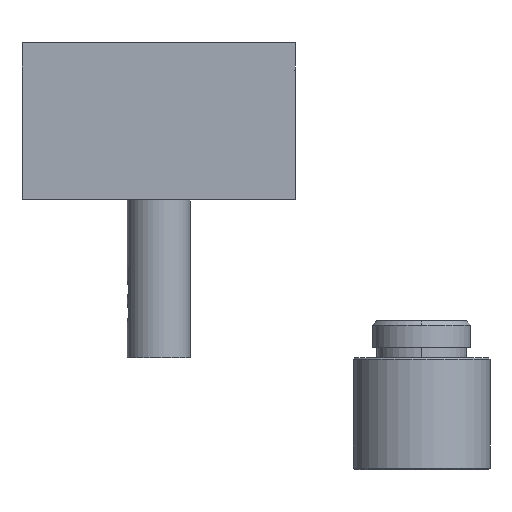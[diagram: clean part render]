
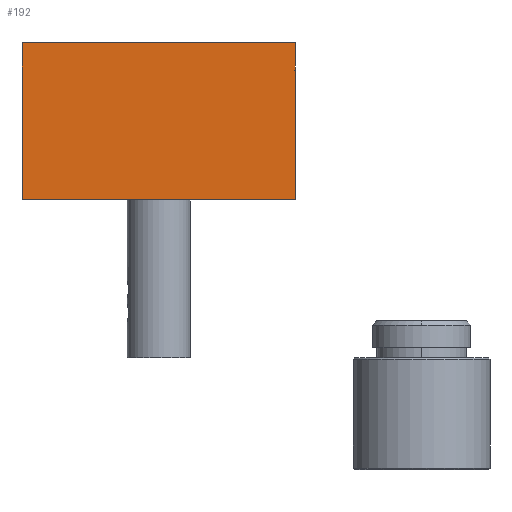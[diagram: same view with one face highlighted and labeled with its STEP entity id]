
A CAD part, front view. The second image highlights one B-rep face of the part: STEP entity #192.
In plain terms, the highlighted planar face has unit normal (0, -1, 0).
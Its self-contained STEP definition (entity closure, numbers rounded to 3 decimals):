
#192=ADVANCED_FACE('',(#534),#535,.F.);
#534=FACE_OUTER_BOUND('',#924,.T.);
#535=PLANE('',#925);
#924=EDGE_LOOP('',(#2200,#2201,#2202,#2203,#2204,#2205,#2206,#2207,#2208,#2209));
#925=AXIS2_PLACEMENT_3D('',#2210,#2211,#2212);
#2200=ORIENTED_EDGE('',*,*,#2528,.T.);
#2201=ORIENTED_EDGE('',*,*,#2905,.T.);
#2202=ORIENTED_EDGE('',*,*,#2911,.F.);
#2203=ORIENTED_EDGE('',*,*,#2726,.F.);
#2204=ORIENTED_EDGE('',*,*,#2922,.T.);
#2205=ORIENTED_EDGE('',*,*,#2913,.T.);
#2206=ORIENTED_EDGE('',*,*,#2526,.T.);
#2207=ORIENTED_EDGE('',*,*,#2921,.T.);
#2208=ORIENTED_EDGE('',*,*,#2862,.F.);
#2209=ORIENTED_EDGE('',*,*,#2908,.F.);
#2210=CARTESIAN_POINT('',(0.0,0.0,15.0));
#2211=DIRECTION('',(0.0,1.0,0.0));
#2212=DIRECTION('',(0.0,0.0,1.0));
#2526=EDGE_CURVE('',#3006,#3010,#3012,.T.);
#2528=EDGE_CURVE('',#3016,#3013,#3017,.T.);
#2726=EDGE_CURVE('',#3354,#3356,#3357,.T.);
#2862=EDGE_CURVE('',#3577,#3579,#3580,.T.);
#2905=EDGE_CURVE('',#3013,#3651,#3653,.T.);
#2908=EDGE_CURVE('',#3016,#3577,#3656,.T.);
#2911=EDGE_CURVE('',#3356,#3651,#3659,.T.);
#2913=EDGE_CURVE('',#3661,#3006,#3662,.T.);
#2921=EDGE_CURVE('',#3010,#3579,#3672,.T.);
#2922=EDGE_CURVE('',#3354,#3661,#3673,.T.);
#3006=VERTEX_POINT('',#3805);
#3010=VERTEX_POINT('',#3810);
#3012=CIRCLE('',#3813,0.1);
#3013=VERTEX_POINT('',#3814);
#3016=VERTEX_POINT('',#3818);
#3017=CIRCLE('',#3819,0.1);
#3354=VERTEX_POINT('',#4653);
#3356=VERTEX_POINT('',#4656);
#3357=LINE('',#4657,#4658);
#3577=VERTEX_POINT('',#4975);
#3579=VERTEX_POINT('',#4978);
#3580=LINE('',#4979,#4980);
#3651=VERTEX_POINT('',#5090);
#3653=CIRCLE('',#5093,0.1);
#3656=LINE('',#5098,#5099);
#3659=LINE('',#5104,#5105);
#3661=VERTEX_POINT('',#5108);
#3662=CIRCLE('',#5109,0.1);
#3672=LINE('',#5131,#5132);
#3673=LINE('',#5133,#5134);
#3805=CARTESIAN_POINT('',(-25.9,0.0,24.6));
#3810=CARTESIAN_POINT('',(-26.0,0.,24.5));
#3813=AXIS2_PLACEMENT_3D('',#5300,#5301,#5302);
#3814=CARTESIAN_POINT('',(25.9,0.0,24.6));
#3818=CARTESIAN_POINT('',(26.0,0.,24.5));
#3819=AXIS2_PLACEMENT_3D('',#5304,#5305,#5306);
#4653=CARTESIAN_POINT('',(-26.0,0.0,30.0));
#4656=CARTESIAN_POINT('',(26.0,0.0,30.0));
#4657=CARTESIAN_POINT('',(0.0,0.0,30.0));
#4658=VECTOR('',#5586,1.0);
#4975=CARTESIAN_POINT('',(26.0,0.0,0.0));
#4978=CARTESIAN_POINT('',(-26.0,0.0,0.0));
#4979=CARTESIAN_POINT('',(0.0,0.0,0.0));
#4980=VECTOR('',#5796,1.0);
#5090=CARTESIAN_POINT('',(26.0,0.,24.7));
#5093=AXIS2_PLACEMENT_3D('',#5854,#5855,#5856);
#5098=CARTESIAN_POINT('',(26.0,0.0,15.0));
#5099=VECTOR('',#5859,1.0);
#5104=CARTESIAN_POINT('',(26.0,0.0,15.0));
#5105=VECTOR('',#5862,1.0);
#5108=CARTESIAN_POINT('',(-26.0,0.,24.7));
#5109=AXIS2_PLACEMENT_3D('',#5864,#5865,#5866);
#5131=CARTESIAN_POINT('',(-26.0,0.0,15.0));
#5132=VECTOR('',#5875,1.0);
#5133=CARTESIAN_POINT('',(-26.0,0.0,15.0));
#5134=VECTOR('',#5876,1.0);
#5300=CARTESIAN_POINT('',(-26.0,0.0,24.6));
#5301=DIRECTION('',(-0.0,1.0,0.0));
#5302=DIRECTION('',(1.0,0.0,0.0));
#5304=CARTESIAN_POINT('',(26.0,0.0,24.6));
#5305=DIRECTION('',(-0.0,1.0,0.0));
#5306=DIRECTION('',(1.0,0.0,0.0));
#5586=DIRECTION('',(1.0,0.0,0.0));
#5796=DIRECTION('',(-1.0,0.0,0.0));
#5854=CARTESIAN_POINT('',(26.0,0.0,24.6));
#5855=DIRECTION('',(-0.0,1.0,0.0));
#5856=DIRECTION('',(1.0,0.0,0.0));
#5859=DIRECTION('',(0.0,0.0,-1.0));
#5862=DIRECTION('',(0.0,0.0,-1.0));
#5864=CARTESIAN_POINT('',(-26.0,0.0,24.6));
#5865=DIRECTION('',(-0.0,1.0,0.0));
#5866=DIRECTION('',(1.0,0.0,0.0));
#5875=DIRECTION('',(0.0,0.0,-1.0));
#5876=DIRECTION('',(0.0,0.0,-1.0));
